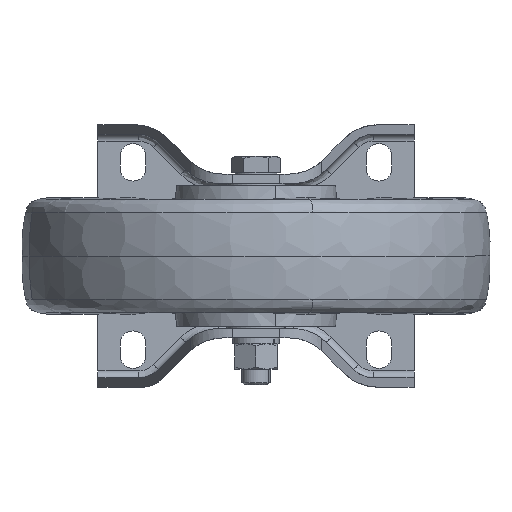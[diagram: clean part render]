
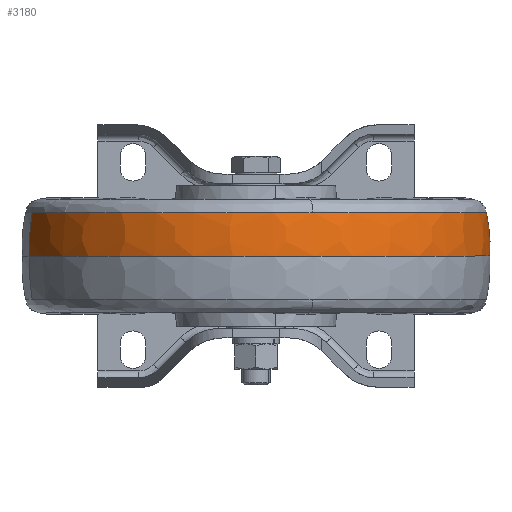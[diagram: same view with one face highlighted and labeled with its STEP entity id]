
A CAD part, front view. The second image highlights one B-rep face of the part: STEP entity #3180.
In plain terms, the highlighted toroidal (fillet/blend) face has major radius 4.992 mm and minor radius 105 mm.
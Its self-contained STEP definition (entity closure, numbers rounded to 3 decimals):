
#366 = DIRECTION ( 'NONE',  ( -0.247, 0.969, 0. ) ) ;
#373 = TOROIDAL_SURFACE ( 'NONE', #10696, -4.992, 105. ) ;
#428 = EDGE_CURVE ( 'NONE', #11017, #6559, #10025, .T. ) ;
#484 = CARTESIAN_POINT ( 'NONE',  ( -96.898, -176.713, 0. ) ) ;
#604 = DIRECTION ( 'NONE',  ( -0.969, -0.247, 0. ) ) ;
#841 = EDGE_CURVE ( 'NONE', #15527, #15967, #10194, .T. ) ;
#1003 = DIRECTION ( 'NONE',  ( -0.969, -0.247, 0. ) ) ;
#1387 = CARTESIAN_POINT ( 'NONE',  ( -95.523, -176.362, 18.561 ) ) ;
#2282 = CARTESIAN_POINT ( 'NONE',  ( 24.362, -247.523, 18.561 ) ) ;
#2304 = EDGE_LOOP ( 'NONE', ( #10154, #5309, #13756, #14238, #4441 ) ) ;
#2636 = AXIS2_PLACEMENT_3D ( 'NONE', #8625, #11198, #366 ) ;
#2883 = DIRECTION ( 'NONE',  ( 0.969, 0.247, 0. ) ) ;
#2951 = CARTESIAN_POINT ( 'NONE',  ( 0., -152., 0. ) ) ;
#3089 = CIRCLE ( 'NONE', #11335, 105. ) ;
#3180 = ADVANCED_FACE ( 'NONE', ( #5710 ), #373, .T. ) ;
#3232 = CARTESIAN_POINT ( 'NONE',  ( 95.523, -127.638, 18.561 ) ) ;
#3460 = CARTESIAN_POINT ( 'NONE',  ( 0., -152., 1.304 ) ) ;
#3837 = EDGE_CURVE ( 'NONE', #11619, #11017, #17005, .T. ) ;
#3958 = CIRCLE ( 'NONE', #17136, 105. ) ;
#4441 = ORIENTED_EDGE ( 'NONE', *, *, #841, .F. ) ;
#4524 = EDGE_CURVE ( 'NONE', #11619, #15527, #3089, .T. ) ;
#5309 = ORIENTED_EDGE ( 'NONE', *, *, #3837, .T. ) ;
#5710 = FACE_OUTER_BOUND ( 'NONE', #2304, .T. ) ;
#6559 = VERTEX_POINT ( 'NONE', #1387 ) ;
#6815 = DIRECTION ( 'NONE',  ( 0., 0., -1. ) ) ;
#7783 = CARTESIAN_POINT ( 'NONE',  ( -4.837, -153.234, 1.304 ) ) ;
#8625 = CARTESIAN_POINT ( 'NONE',  ( 0., -152., 18.561 ) ) ;
#9565 = DIRECTION ( 'NONE',  ( -0.247, 0.969, 0. ) ) ;
#10025 = CIRCLE ( 'NONE', #11173, 98.58 ) ;
#10154 = ORIENTED_EDGE ( 'NONE', *, *, #4524, .F. ) ;
#10194 = CIRCLE ( 'NONE', #11878, 100. ) ;
#10696 = AXIS2_PLACEMENT_3D ( 'NONE', #3460, #15498, #604 ) ;
#10891 = DIRECTION ( 'NONE',  ( 0.247, -0.969, 0. ) ) ;
#11017 = VERTEX_POINT ( 'NONE', #2282 ) ;
#11173 = AXIS2_PLACEMENT_3D ( 'NONE', #16409, #14905, #9565 ) ;
#11198 = DIRECTION ( 'NONE',  ( 0., 0., -1. ) ) ;
#11335 = AXIS2_PLACEMENT_3D ( 'NONE', #7783, #17392, #1003 ) ;
#11619 = VERTEX_POINT ( 'NONE', #3232 ) ;
#11878 = AXIS2_PLACEMENT_3D ( 'NONE', #2951, #6815, #12300 ) ;
#12290 = CARTESIAN_POINT ( 'NONE',  ( 4.837, -150.766, 1.304 ) ) ;
#12300 = DIRECTION ( 'NONE',  ( -0.969, -0.247, 0. ) ) ;
#13756 = ORIENTED_EDGE ( 'NONE', *, *, #428, .T. ) ;
#14238 = ORIENTED_EDGE ( 'NONE', *, *, #15789, .T. ) ;
#14905 = DIRECTION ( 'NONE',  ( 0., 0., -1. ) ) ;
#15498 = DIRECTION ( 'NONE',  ( 0., 0., -1. ) ) ;
#15527 = VERTEX_POINT ( 'NONE', #15583 ) ;
#15583 = CARTESIAN_POINT ( 'NONE',  ( 96.898, -127.287, 0. ) ) ;
#15789 = EDGE_CURVE ( 'NONE', #6559, #15967, #3958, .T. ) ;
#15967 = VERTEX_POINT ( 'NONE', #484 ) ;
#16409 = CARTESIAN_POINT ( 'NONE',  ( 0., -152., 18.561 ) ) ;
#17005 = CIRCLE ( 'NONE', #2636, 98.58 ) ;
#17136 = AXIS2_PLACEMENT_3D ( 'NONE', #12290, #10891, #2883 ) ;
#17392 = DIRECTION ( 'NONE',  ( -0.247, 0.969, 0. ) ) ;
